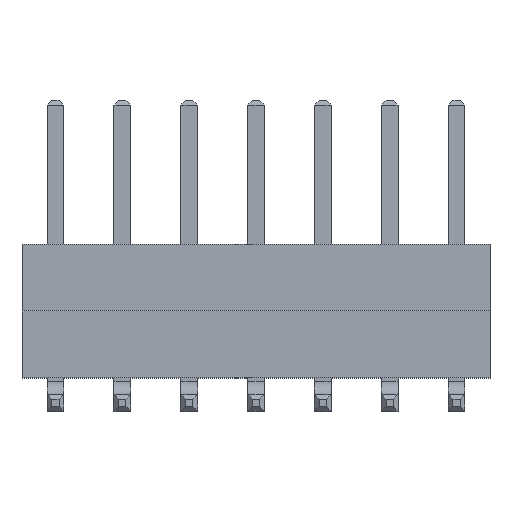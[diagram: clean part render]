
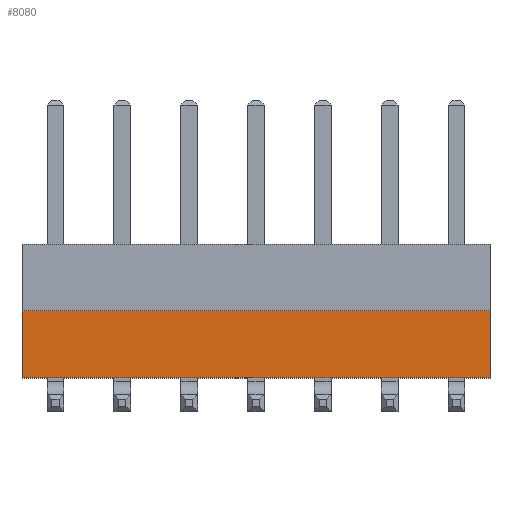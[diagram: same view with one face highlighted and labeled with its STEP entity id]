
A CAD part, top view. The second image highlights one B-rep face of the part: STEP entity #8080.
In plain terms, the highlighted planar face has unit normal (0, 0, 1).
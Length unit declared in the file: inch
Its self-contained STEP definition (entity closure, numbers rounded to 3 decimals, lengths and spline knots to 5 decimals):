
#1060=ORIENTED_EDGE('',*,*,#2863,.T.);
#1061=ORIENTED_EDGE('',*,*,#2871,.F.);
#1062=ORIENTED_EDGE('',*,*,#2872,.F.);
#1063=ORIENTED_EDGE('',*,*,#2866,.T.);
#2863=EDGE_CURVE('',#3825,#3827,#4663,.T.);
#2866=EDGE_CURVE('',#3830,#3825,#4666,.T.);
#2871=EDGE_CURVE('',#3834,#3827,#4671,.T.);
#2872=EDGE_CURVE('',#3830,#3834,#4672,.T.);
#3825=VERTEX_POINT('',#11934);
#3827=VERTEX_POINT('',#11938);
#3830=VERTEX_POINT('',#11946);
#3834=VERTEX_POINT('',#11956);
#4663=LINE('',#11939,#5743);
#4666=LINE('',#11945,#5746);
#4671=LINE('',#11955,#5751);
#4672=LINE('',#11957,#5752);
#5743=VECTOR('',#9794,39.37008);
#5746=VECTOR('',#9799,39.37008);
#5751=VECTOR('',#9806,39.37008);
#5752=VECTOR('',#9807,39.37008);
#6616=EDGE_LOOP('',(#1060,#1061,#1062,#1063));
#7144=FACE_BOUND('',#6616,.T.);
#7632=PLANE('',#8634);
#8080=ADVANCED_FACE('',(#7144),#7632,.F.);
#8634=AXIS2_PLACEMENT_3D('',#11954,#9804,#9805);
#9794=DIRECTION('',(1.,0.,0.));
#9799=DIRECTION('',(0.,-1.,0.));
#9804=DIRECTION('',(0.,0.,-1.));
#9805=DIRECTION('',(-1.,0.,0.));
#9806=DIRECTION('',(0.,-1.,0.));
#9807=DIRECTION('',(1.,0.,0.));
#11934=CARTESIAN_POINT('',(-0.35,0.,0.1));
#11938=CARTESIAN_POINT('',(0.35,0.,0.1));
#11939=CARTESIAN_POINT('',(-0.35,0.,0.1));
#11945=CARTESIAN_POINT('',(-0.35,0.1,0.1));
#11946=CARTESIAN_POINT('',(-0.35,0.1,0.1));
#11954=CARTESIAN_POINT('',(-0.35,0.1,0.1));
#11955=CARTESIAN_POINT('',(0.35,0.1,0.1));
#11956=CARTESIAN_POINT('',(0.35,0.1,0.1));
#11957=CARTESIAN_POINT('',(-0.35,0.1,0.1));
